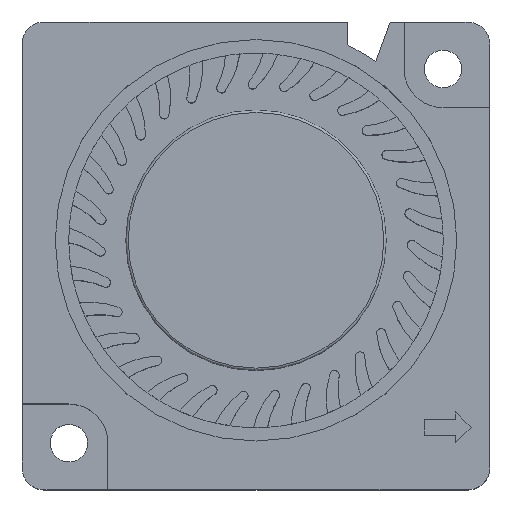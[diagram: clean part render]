
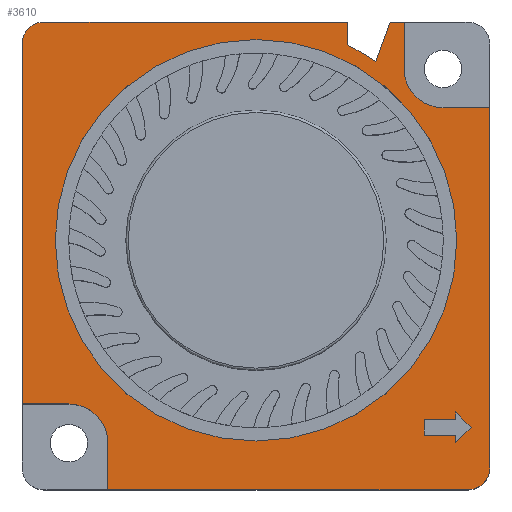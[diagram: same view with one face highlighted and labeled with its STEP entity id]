
A CAD part, top view. The second image highlights one B-rep face of the part: STEP entity #3610.
In plain terms, the highlighted planar face has unit normal (0, 0, 1).
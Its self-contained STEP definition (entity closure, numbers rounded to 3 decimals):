
#25=FACE_BOUND('',#546,.T.);
#26=FACE_BOUND('',#547,.T.);
#341=FACE_OUTER_BOUND('',#545,.T.);
#545=EDGE_LOOP('',(#3303,#3304,#3305,#3306,#3307,#3308,#3309,#3310,#3311,
#3312,#3313,#3314,#3315,#3316,#3317,#3318));
#546=EDGE_LOOP('',(#3319,#3320,#3321,#3322,#3323,#3324,#3325));
#547=EDGE_LOOP('',(#3326));
#836=CIRCLE('',#4093,14.486);
#841=CIRCLE('',#4106,1.4);
#844=CIRCLE('',#4114,1.4);
#845=CIRCLE('',#4117,2.5);
#846=CIRCLE('',#4121,2.5);
#847=CIRCLE('',#4124,12.875);
#879=LINE('',#5463,#1124);
#883=LINE('',#5471,#1128);
#886=LINE('',#5477,#1131);
#889=LINE('',#5483,#1134);
#892=LINE('',#5489,#1137);
#895=LINE('',#5495,#1140);
#898=LINE('',#5500,#1143);
#908=LINE('',#5538,#1153);
#920=LINE('',#5564,#1165);
#1062=LINE('',#6382,#1307);
#1065=LINE('',#6390,#1310);
#1072=LINE('',#6412,#1317);
#1081=LINE('',#6436,#1326);
#1083=LINE('',#6441,#1328);
#1086=LINE('',#6448,#1331);
#1088=LINE('',#6454,#1333);
#1089=LINE('',#6457,#1334);
#1092=LINE('',#6464,#1337);
#1124=VECTOR('',#4230,10.);
#1128=VECTOR('',#4236,10.);
#1131=VECTOR('',#4241,10.);
#1134=VECTOR('',#4246,10.);
#1137=VECTOR('',#4251,10.);
#1140=VECTOR('',#4256,10.);
#1143=VECTOR('',#4261,10.);
#1153=VECTOR('',#4293,10.);
#1165=VECTOR('',#4311,10.);
#1307=VECTOR('',#5263,10.);
#1310=VECTOR('',#5272,10.);
#1317=VECTOR('',#5299,10.);
#1326=VECTOR('',#5322,10.);
#1328=VECTOR('',#5326,10.);
#1331=VECTOR('',#5335,10.);
#1333=VECTOR('',#5343,10.);
#1334=VECTOR('',#5346,10.);
#1337=VECTOR('',#5355,10.);
#1367=VERTEX_POINT('',#5461);
#1368=VERTEX_POINT('',#5462);
#1371=VERTEX_POINT('',#5470);
#1373=VERTEX_POINT('',#5476);
#1375=VERTEX_POINT('',#5482);
#1377=VERTEX_POINT('',#5488);
#1379=VERTEX_POINT('',#5494);
#1396=VERTEX_POINT('',#5535);
#1397=VERTEX_POINT('',#5537);
#1405=VERTEX_POINT('',#5556);
#1408=VERTEX_POINT('',#5562);
#1679=VERTEX_POINT('',#6380);
#1680=VERTEX_POINT('',#6384);
#1681=VERTEX_POINT('',#6388);
#1686=VERTEX_POINT('',#6410);
#1687=VERTEX_POINT('',#6414);
#1694=VERTEX_POINT('',#6434);
#1695=VERTEX_POINT('',#6438);
#1696=VERTEX_POINT('',#6440);
#1697=VERTEX_POINT('',#6446);
#1698=VERTEX_POINT('',#6450);
#1699=VERTEX_POINT('',#6456);
#1700=VERTEX_POINT('',#6460);
#1701=VERTEX_POINT('',#6466);
#1745=EDGE_CURVE('',#1367,#1368,#879,.T.);
#1749=EDGE_CURVE('',#1371,#1367,#883,.T.);
#1752=EDGE_CURVE('',#1373,#1371,#886,.T.);
#1755=EDGE_CURVE('',#1375,#1373,#889,.T.);
#1758=EDGE_CURVE('',#1377,#1375,#892,.T.);
#1761=EDGE_CURVE('',#1379,#1377,#895,.T.);
#1764=EDGE_CURVE('',#1368,#1379,#898,.T.);
#1782=EDGE_CURVE('',#1397,#1396,#908,.T.);
#1795=EDGE_CURVE('',#1405,#1408,#920,.T.);
#2203=EDGE_CURVE('',#1396,#1679,#1062,.T.);
#2205=EDGE_CURVE('',#1679,#1680,#836,.T.);
#2207=EDGE_CURVE('',#1680,#1681,#1065,.T.);
#2218=EDGE_CURVE('',#1681,#1686,#1072,.T.);
#2220=EDGE_CURVE('',#1686,#1687,#841,.T.);
#2230=EDGE_CURVE('',#1687,#1694,#1081,.T.);
#2232=EDGE_CURVE('',#1696,#1695,#1083,.T.);
#2234=EDGE_CURVE('',#1695,#1405,#844,.T.);
#2236=EDGE_CURVE('',#1694,#1697,#1086,.T.);
#2238=EDGE_CURVE('',#1697,#1698,#845,.T.);
#2239=EDGE_CURVE('',#1698,#1696,#1088,.T.);
#2240=EDGE_CURVE('',#1699,#1397,#1089,.T.);
#2242=EDGE_CURVE('',#1700,#1699,#846,.T.);
#2244=EDGE_CURVE('',#1408,#1700,#1092,.T.);
#2245=EDGE_CURVE('',#1701,#1701,#847,.T.);
#3303=ORIENTED_EDGE('',*,*,#2240,.T.);
#3304=ORIENTED_EDGE('',*,*,#1782,.T.);
#3305=ORIENTED_EDGE('',*,*,#2203,.T.);
#3306=ORIENTED_EDGE('',*,*,#2205,.T.);
#3307=ORIENTED_EDGE('',*,*,#2207,.T.);
#3308=ORIENTED_EDGE('',*,*,#2218,.T.);
#3309=ORIENTED_EDGE('',*,*,#2220,.T.);
#3310=ORIENTED_EDGE('',*,*,#2230,.T.);
#3311=ORIENTED_EDGE('',*,*,#2236,.T.);
#3312=ORIENTED_EDGE('',*,*,#2238,.T.);
#3313=ORIENTED_EDGE('',*,*,#2239,.T.);
#3314=ORIENTED_EDGE('',*,*,#2232,.T.);
#3315=ORIENTED_EDGE('',*,*,#2234,.T.);
#3316=ORIENTED_EDGE('',*,*,#1795,.T.);
#3317=ORIENTED_EDGE('',*,*,#2244,.T.);
#3318=ORIENTED_EDGE('',*,*,#2242,.T.);
#3319=ORIENTED_EDGE('',*,*,#1745,.T.);
#3320=ORIENTED_EDGE('',*,*,#1764,.T.);
#3321=ORIENTED_EDGE('',*,*,#1761,.T.);
#3322=ORIENTED_EDGE('',*,*,#1758,.T.);
#3323=ORIENTED_EDGE('',*,*,#1755,.T.);
#3324=ORIENTED_EDGE('',*,*,#1752,.T.);
#3325=ORIENTED_EDGE('',*,*,#1749,.T.);
#3326=ORIENTED_EDGE('',*,*,#2245,.T.);
#3415=PLANE('',#4123);
#3610=ADVANCED_FACE('',(#341,#25,#26),#3415,.T.);
#4093=AXIS2_PLACEMENT_3D('',#6386,#5267,#5268);
#4106=AXIS2_PLACEMENT_3D('',#6416,#5303,#5304);
#4114=AXIS2_PLACEMENT_3D('',#6444,#5330,#5331);
#4117=AXIS2_PLACEMENT_3D('',#6452,#5339,#5340);
#4121=AXIS2_PLACEMENT_3D('',#6461,#5350,#5351);
#4123=AXIS2_PLACEMENT_3D('',#6465,#5356,#5357);
#4124=AXIS2_PLACEMENT_3D('',#6467,#5358,#5359);
#4230=DIRECTION('',(-1.,0.,0.));
#4236=DIRECTION('',(0.,1.,0.));
#4241=DIRECTION('',(-0.707,-0.707,0.));
#4246=DIRECTION('',(0.707,-0.707,0.));
#4251=DIRECTION('',(0.,1.,0.));
#4256=DIRECTION('',(1.,0.,0.));
#4261=DIRECTION('',(0.,1.,0.));
#4293=DIRECTION('',(-1.,0.,0.));
#4311=DIRECTION('',(0.,1.,0.));
#5263=DIRECTION('',(-0.342,-0.94,0.));
#5267=DIRECTION('center_axis',(0.,0.,1.));
#5268=DIRECTION('ref_axis',(0.737,0.676,0.));
#5272=DIRECTION('',(0.,1.,0.));
#5299=DIRECTION('',(-1.,0.,0.));
#5303=DIRECTION('center_axis',(0.,0.,1.));
#5304=DIRECTION('ref_axis',(0.,1.,0.));
#5322=DIRECTION('',(0.,-1.,0.));
#5326=DIRECTION('',(1.,0.,0.));
#5330=DIRECTION('center_axis',(0.,0.,1.));
#5331=DIRECTION('ref_axis',(0.,-1.,0.));
#5335=DIRECTION('',(1.,0.,0.));
#5339=DIRECTION('center_axis',(0.,0.,-1.));
#5340=DIRECTION('ref_axis',(1.,0.,0.));
#5343=DIRECTION('',(0.,-1.,0.));
#5346=DIRECTION('',(0.,1.,0.));
#5350=DIRECTION('center_axis',(0.,0.,-1.));
#5351=DIRECTION('ref_axis',(-1.,0.,0.));
#5355=DIRECTION('',(-1.,0.,0.));
#5356=DIRECTION('center_axis',(0.,0.,1.));
#5357=DIRECTION('ref_axis',(1.,0.,0.));
#5358=DIRECTION('center_axis',(0.,0.,-1.));
#5359=DIRECTION('ref_axis',(-1.,0.,0.));
#5461=CARTESIAN_POINT('',(8.8,-12.5,10.));
#5462=CARTESIAN_POINT('',(6.8,-12.5,10.));
#5463=CARTESIAN_POINT('',(2.4,-12.5,10.));
#5470=CARTESIAN_POINT('',(8.8,-13.,10.));
#5471=CARTESIAN_POINT('',(8.8,-7.,10.));
#5476=CARTESIAN_POINT('',(9.8,-12.,10.));
#5477=CARTESIAN_POINT('',(9.1,-12.7,10.));
#5482=CARTESIAN_POINT('',(8.8,-11.,10.));
#5483=CARTESIAN_POINT('',(3.1,-5.3,10.));
#5488=CARTESIAN_POINT('',(8.8,-11.5,10.));
#5489=CARTESIAN_POINT('',(8.8,-6.25,10.));
#5494=CARTESIAN_POINT('',(6.8,-11.5,10.));
#5495=CARTESIAN_POINT('',(1.4,-11.5,10.));
#5500=CARTESIAN_POINT('',(6.8,-6.75,10.));
#5535=CARTESIAN_POINT('',(4.6,14.,10.));
#5537=CARTESIAN_POINT('',(5.5,14.,10.));
#5538=CARTESIAN_POINT('',(0.75,14.,10.));
#5556=CARTESIAN_POINT('',(11.,-14.6,10.));
#5562=CARTESIAN_POINT('',(11.,8.5,10.));
#5564=CARTESIAN_POINT('',(11.,-7.8,10.));
#6380=CARTESIAN_POINT('',(3.676,11.462,10.));
#6382=CARTESIAN_POINT('',(1.687,5.995,10.));
#6384=CARTESIAN_POINT('',(1.85,12.527,10.));
#6386=CARTESIAN_POINT('Origin',(-4.514,-0.486,10.));
#6388=CARTESIAN_POINT('',(1.85,14.,10.));
#6390=CARTESIAN_POINT('',(1.85,5.764,10.));
#6410=CARTESIAN_POINT('',(-17.6,14.,10.));
#6412=CARTESIAN_POINT('',(-1.075,14.,10.));
#6414=CARTESIAN_POINT('',(-19.,12.6,10.));
#6416=CARTESIAN_POINT('Origin',(-17.6,12.6,10.));
#6434=CARTESIAN_POINT('',(-19.,-10.5,10.));
#6436=CARTESIAN_POINT('',(-19.,5.8,10.));
#6438=CARTESIAN_POINT('',(9.6,-16.,10.));
#6440=CARTESIAN_POINT('',(-13.5,-16.,10.));
#6441=CARTESIAN_POINT('',(-8.75,-16.,10.));
#6444=CARTESIAN_POINT('Origin',(9.6,-14.6,10.));
#6446=CARTESIAN_POINT('',(-16.,-10.5,10.));
#6448=CARTESIAN_POINT('',(-11.5,-10.5,10.));
#6450=CARTESIAN_POINT('',(-13.5,-13.,10.));
#6452=CARTESIAN_POINT('Origin',(-16.,-13.,10.));
#6454=CARTESIAN_POINT('',(-13.5,-7.,10.));
#6456=CARTESIAN_POINT('',(5.5,11.,10.));
#6457=CARTESIAN_POINT('',(5.5,5.,10.));
#6460=CARTESIAN_POINT('',(8.,8.5,10.));
#6461=CARTESIAN_POINT('Origin',(8.,11.,10.));
#6464=CARTESIAN_POINT('',(3.5,8.5,10.));
#6465=CARTESIAN_POINT('Origin',(-4.,-1.,10.));
#6466=CARTESIAN_POINT('',(8.875,0.,10.));
#6467=CARTESIAN_POINT('Origin',(-4.,0.,10.));
